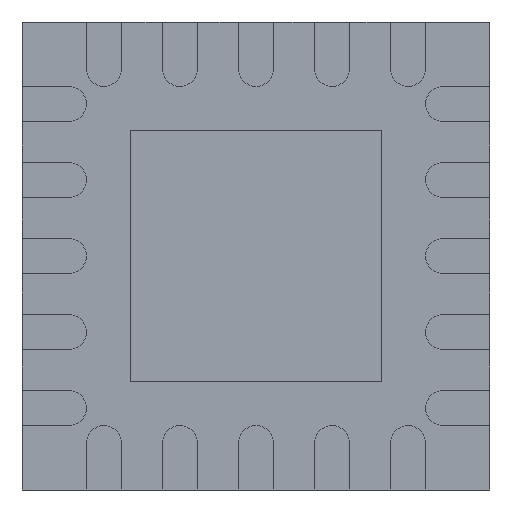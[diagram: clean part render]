
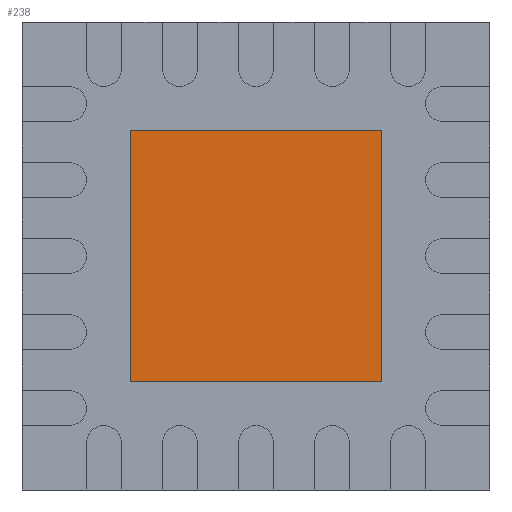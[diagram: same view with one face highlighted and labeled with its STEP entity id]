
A CAD part, front view. The second image highlights one B-rep face of the part: STEP entity #238.
In plain terms, the highlighted planar face has unit normal (0, -1, 0).
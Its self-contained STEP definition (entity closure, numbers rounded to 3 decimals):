
#219 = ORIENTED_EDGE ( 'NONE', *, *, #618, .F. ) ;
#220 = ORIENTED_EDGE ( 'NONE', *, *, #619, .F. ) ;
#238 = ADVANCED_FACE ( 'NONE', ( #2764 ), #2803, .T. ) ;
#239 = EDGE_LOOP ( 'NONE', ( #240, #241, #219, #220 ) ) ;
#240 = ORIENTED_EDGE ( 'NONE', *, *, #556, .F. ) ;
#241 = ORIENTED_EDGE ( 'NONE', *, *, #563, .F. ) ;
#554 = VERTEX_POINT ( 'NONE', #3224 ) ;
#556 = EDGE_CURVE ( 'NONE', #559, #554, #3223, .T. ) ;
#559 = VERTEX_POINT ( 'NONE', #3277 ) ;
#563 = EDGE_CURVE ( 'NONE', #577, #559, #3271, .T. ) ;
#577 = VERTEX_POINT ( 'NONE', #3258 ) ;
#618 = EDGE_CURVE ( 'NONE', #623, #577, #3291, .T. ) ;
#619 = EDGE_CURVE ( 'NONE', #554, #623, #3287, .T. ) ;
#623 = VERTEX_POINT ( 'NONE', #3345 ) ;
#2764 = FACE_OUTER_BOUND ( 'NONE', #239, .T. ) ;
#2799 = DIRECTION ( 'NONE',  ( 0., 0., -1. ) ) ;
#2800 = DIRECTION ( 'NONE',  ( 0., -1., 0. ) ) ;
#2801 = CARTESIAN_POINT ( 'NONE',  ( 2., -0.44, -2. ) ) ;
#2802 = AXIS2_PLACEMENT_3D ( 'NONE', #2801, #2800, #2799 ) ;
#2803 = PLANE ( 'NONE',  #2802 ) ;
#3220 = DIRECTION ( 'NONE',  ( 0., 0., -1. ) ) ;
#3221 = VECTOR ( 'NONE', #3220, 1000. ) ;
#3222 = CARTESIAN_POINT ( 'NONE',  ( 1.075, -0.44, -2. ) ) ;
#3223 = LINE ( 'NONE', #3222, #3221 ) ;
#3224 = CARTESIAN_POINT ( 'NONE',  ( 1.075, -0.44, -1.075 ) ) ;
#3258 = CARTESIAN_POINT ( 'NONE',  ( -1.075, -0.44, 1.075 ) ) ;
#3268 = DIRECTION ( 'NONE',  ( 1., 0., 0. ) ) ;
#3269 = VECTOR ( 'NONE', #3268, 1000. ) ;
#3270 = CARTESIAN_POINT ( 'NONE',  ( 2., -0.44, 1.075 ) ) ;
#3271 = LINE ( 'NONE', #3270, #3269 ) ;
#3277 = CARTESIAN_POINT ( 'NONE',  ( 1.075, -0.44, 1.075 ) ) ;
#3284 = DIRECTION ( 'NONE',  ( -1., 0., 0. ) ) ;
#3285 = VECTOR ( 'NONE', #3284, 1000. ) ;
#3286 = CARTESIAN_POINT ( 'NONE',  ( 2., -0.44, -1.075 ) ) ;
#3287 = LINE ( 'NONE', #3286, #3285 ) ;
#3288 = DIRECTION ( 'NONE',  ( 0., 0., 1. ) ) ;
#3289 = VECTOR ( 'NONE', #3288, 1000. ) ;
#3290 = CARTESIAN_POINT ( 'NONE',  ( -1.075, -0.44, -2. ) ) ;
#3291 = LINE ( 'NONE', #3290, #3289 ) ;
#3345 = CARTESIAN_POINT ( 'NONE',  ( -1.075, -0.44, -1.075 ) ) ;
